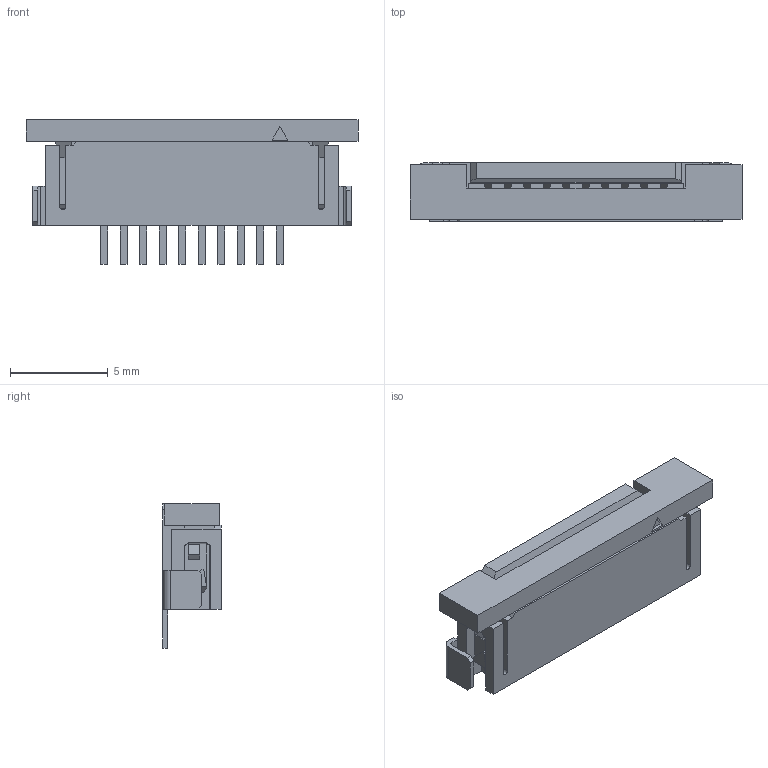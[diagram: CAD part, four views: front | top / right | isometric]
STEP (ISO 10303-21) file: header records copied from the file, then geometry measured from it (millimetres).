
FILE_DESCRIPTION((''),'2;1');
FILE_NAME('522711069','2019-07-23T',('gga'),(''),'PRO/ENGINEER BY PARAMETRIC TECHNOLOGY CORPORATION, 2016010','PRO/ENGINEER BY PARAMETRIC TECHNOLOGY CORPORATION, 2016010','');
FILE_SCHEMA(('CONFIG_CONTROL_DESIGN'));
Length unit declared in the file: millimetre
Products named in the file (1): 522711069
Bounding box: 17 x 3 x 7.4 mm (x, y, z)
Volume: 217.6 mm3; surface area: 569.7 mm2
Topology: 1 solids, 1 shells, 404 faces, 1305 edges, 876 vertices
Faces by surface type: plane 344, cylinder 60
Entity records: 14244 total; most frequent: CARTESIAN_POINT 2538, ORIENTED_EDGE 2514, DIRECTION 2243, EDGE_CURVE 1257, VECTOR 1177, LINE 1177, VERTEX_POINT 828, AXIS2_PLACEMENT_3D 533
